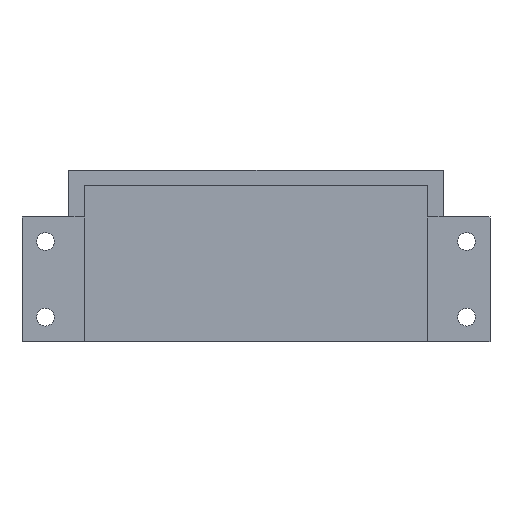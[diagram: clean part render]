
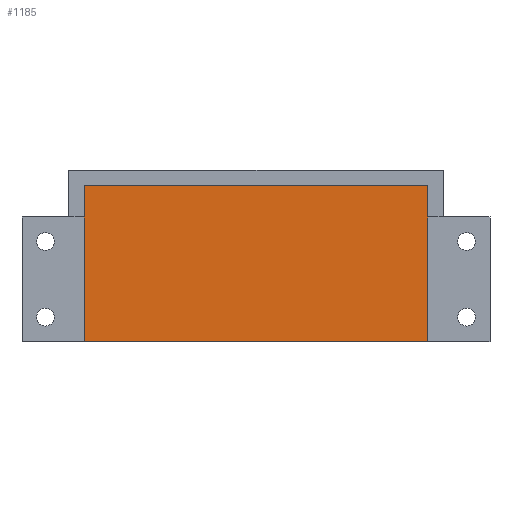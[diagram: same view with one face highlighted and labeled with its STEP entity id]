
A CAD part, front view. The second image highlights one B-rep face of the part: STEP entity #1185.
In plain terms, the highlighted planar face has unit normal (0, -1, 0).
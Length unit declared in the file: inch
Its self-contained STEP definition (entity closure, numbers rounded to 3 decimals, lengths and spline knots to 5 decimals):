
#66 = EDGE_CURVE ( 'NONE', #338, #155, #427, .T. ) ;
#86 = EDGE_CURVE ( 'NONE', #155, #334, #1060, .T. ) ;
#113 = CARTESIAN_POINT ( 'NONE',  ( -2.89754, 0.25, 0.25 ) ) ;
#141 = CARTESIAN_POINT ( 'NONE',  ( -2.89754, 0.25, -1. ) ) ;
#155 = VERTEX_POINT ( 'NONE', #861 ) ;
#205 = DIRECTION ( 'NONE',  ( 0., 0., 1. ) ) ;
#214 = DIRECTION ( 'NONE',  ( 0., 1., 0. ) ) ;
#216 = DIRECTION ( 'NONE',  ( 1., 0., 0. ) ) ;
#230 = VECTOR ( 'NONE', #937, 39.37008 ) ;
#237 = EDGE_CURVE ( 'NONE', #1167, #338, #274, .T. ) ;
#274 = LINE ( 'NONE', #1171, #676 ) ;
#311 = FACE_OUTER_BOUND ( 'NONE', #1098, .T. ) ;
#334 = VERTEX_POINT ( 'NONE', #921 ) ;
#338 = VERTEX_POINT ( 'NONE', #537 ) ;
#363 = ORIENTED_EDGE ( 'NONE', *, *, #237, .T. ) ;
#407 = PLANE ( 'NONE',  #1058 ) ;
#427 = LINE ( 'NONE', #141, #1114 ) ;
#507 = VECTOR ( 'NONE', #216, 39.37008 ) ;
#527 = LINE ( 'NONE', #831, #507 ) ;
#537 = CARTESIAN_POINT ( 'NONE',  ( -1.375, 0.25, -1. ) ) ;
#617 = ORIENTED_EDGE ( 'NONE', *, *, #66, .T. ) ;
#668 = DIRECTION ( 'NONE',  ( 0., 0., -1. ) ) ;
#676 = VECTOR ( 'NONE', #668, 39.37008 ) ;
#721 = CARTESIAN_POINT ( 'NONE',  ( -1.375, 0.25, 0.25 ) ) ;
#750 = ORIENTED_EDGE ( 'NONE', *, *, #86, .T. ) ;
#764 = EDGE_CURVE ( 'NONE', #1167, #334, #527, .T. ) ;
#831 = CARTESIAN_POINT ( 'NONE',  ( -2.89754, 0.25, 0.25 ) ) ;
#855 = DIRECTION ( 'NONE',  ( 1., 0., 0. ) ) ;
#861 = CARTESIAN_POINT ( 'NONE',  ( 1.375, 0.25, -1. ) ) ;
#895 = ORIENTED_EDGE ( 'NONE', *, *, #764, .F. ) ;
#921 = CARTESIAN_POINT ( 'NONE',  ( 1.375, 0.25, 0.25 ) ) ;
#937 = DIRECTION ( 'NONE',  ( 0., 0., 1. ) ) ;
#1058 = AXIS2_PLACEMENT_3D ( 'NONE', #113, #214, #205 ) ;
#1060 = LINE ( 'NONE', #1151, #230 ) ;
#1098 = EDGE_LOOP ( 'NONE', ( #363, #617, #750, #895 ) ) ;
#1114 = VECTOR ( 'NONE', #855, 39.37008 ) ;
#1151 = CARTESIAN_POINT ( 'NONE',  ( 1.375, 0.25, 0.25 ) ) ;
#1167 = VERTEX_POINT ( 'NONE', #721 ) ;
#1171 = CARTESIAN_POINT ( 'NONE',  ( -1.375, 0.25, 0.25 ) ) ;
#1185 = ADVANCED_FACE ( 'NONE', ( #311 ), #407, .F. ) ;
